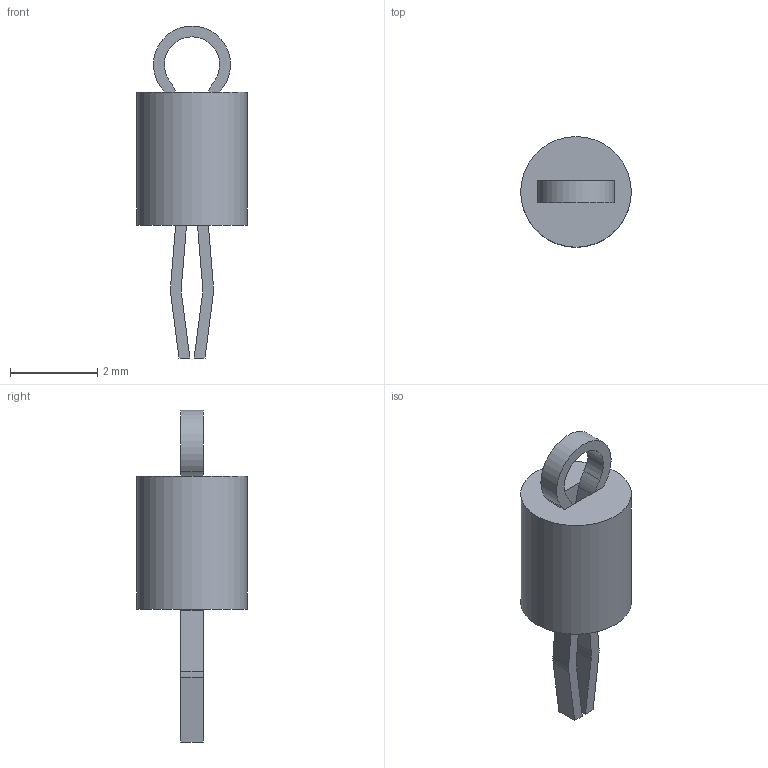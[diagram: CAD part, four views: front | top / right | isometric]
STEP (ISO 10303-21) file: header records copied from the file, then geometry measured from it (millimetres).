
FILE_DESCRIPTION(('STEP AP214'), '1');
FILE_NAME('TP_BLUE_1.0mm_miniature', '2022-07-07T08:52:06', (''), (''), 'ASCON STEP Converter 1.3', 'ASCON Math Kernel', '');
FILE_SCHEMA(('AUTOMOTIVE_DESIGN { 1 0 10303 214 3 1 1}'));
Length unit declared in the file: millimetre
Bounding box: 2.54 x 2.54 x 7.62 mm (x, y, z)
Volume: 15.9 mm3; surface area: 61.7 mm2
Topology: 1 solids, 1 shells, 57 faces, 163 edges, 102 vertices
Faces by surface type: plane 38, cylinder 19
Full cylindrical faces by diameter (mm): 2.54 x1
Entity records: 2357 total; most frequent: DIRECTION 332, ORIENTED_EDGE 324, CARTESIAN_POINT 322, EDGE_CURVE 162, AXIS2_PLACEMENT_3D 112, LINE 108, VECTOR 108, VERTEX_POINT 102
